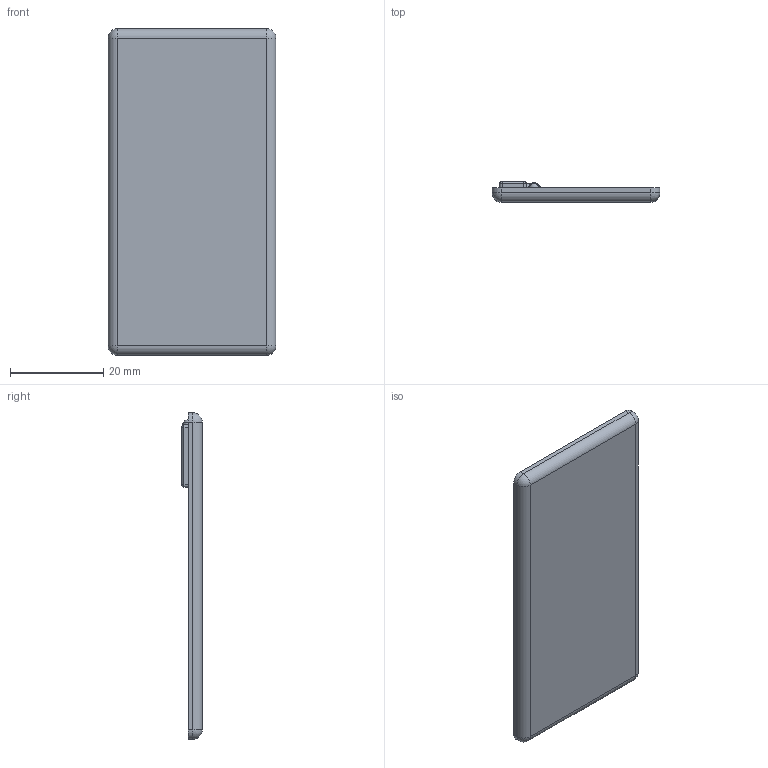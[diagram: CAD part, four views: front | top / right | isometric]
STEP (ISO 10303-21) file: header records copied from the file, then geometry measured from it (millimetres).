
FILE_DESCRIPTION(/* description */ (''),/* implementation_level */ '2;1');
FILE_NAME(/* name */ 'Rail Powerline v7.stp',/* time_stamp */ '2025-09-12T00:19:19+02:00',/* author */ (''),/* organization */ (''),/* preprocessor_version */ 'ST-DEVELOPER v20.1',/* originating_system */ 'Autodesk Translation Framework v14.10.0.0',/* authorisation */ '');
FILE_SCHEMA (('AUTOMOTIVE_DESIGN { 1 0 10303 214 3 1 1 }'));
Length unit declared in the file: millimetre
Products named in the file (1): Rail Powerline
Bounding box: 36 x 4.35 x 70 mm (x, y, z)
Volume: 6618.5 mm3; surface area: 6581.6 mm2
Topology: 2 solids, 2 shells, 567 faces, 1530 edges, 949 vertices
Faces by surface type: cylinder 212, plane 174, bspline 164, sphere 17
Full cylindrical faces by diameter (mm): 1.7 x2, 2.263 x1
Entity records: 21838 total; most frequent: CARTESIAN_POINT 8260, ORIENTED_EDGE 2974, DIRECTION 2741, EDGE_CURVE 1487, AXIS2_PLACEMENT_3D 1041, VERTEX_POINT 949, LINE 659, VECTOR 659
